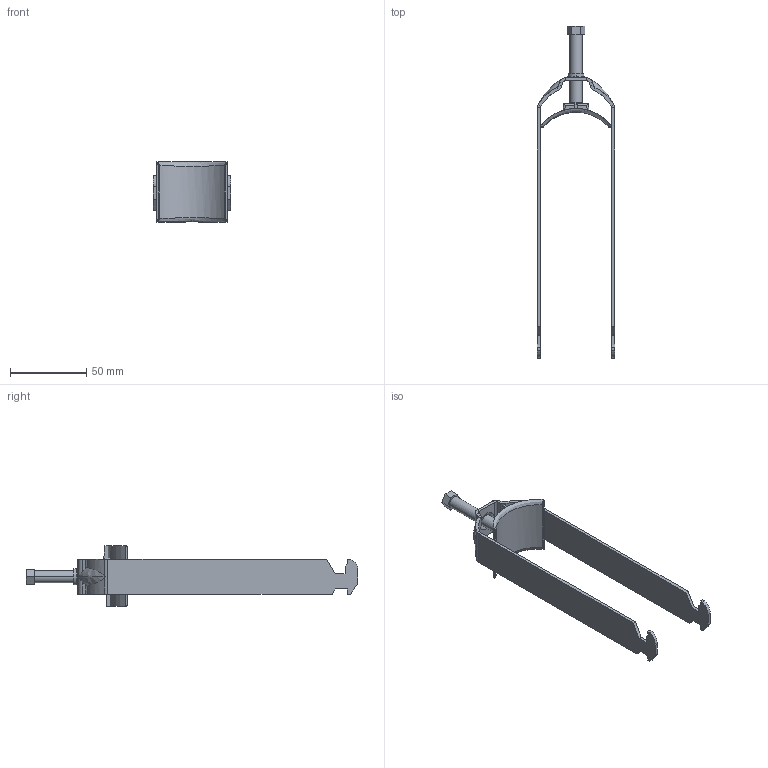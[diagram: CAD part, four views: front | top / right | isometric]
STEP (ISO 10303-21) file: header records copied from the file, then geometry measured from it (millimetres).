
FILE_DESCRIPTION (( 'STEP AP214' ), '1' );
FILE_NAME ('1162462.stp', '2017-05-02T09:21:24', ( '' ), ( '' ), 'SwSTEP 2.0', 'SolidWorks 2016', '' );
FILE_SCHEMA (( 'AUTOMOTIVE_DESIGN' ));
Length unit declared in the file: millimetre
Products named in the file (5): EB104-08-02_Standard; EB104-00-04_Standard; EB104-00-03_Druckschraube - M8 x 45; EB104-08-01_3 fach; 1162462
Assembly tree (4 placements, depth 2):
  1162462
    EB104-08-01_3 fach
    EB104-00-03_Druckschraube - M8 x 45
    EB104-00-04_Standard
    EB104-08-02_Standard
Bounding box: 51 x 218 x 40 mm (x, y, z)
Volume: 25608.2 mm3; surface area: 26795.2 mm2
Topology: 4 solids, 4 shells, 248 faces, 618 edges, 383 vertices
Faces by surface type: plane 168, cylinder 52, torus 14, cone 8, bspline 6
Entity records: 8232 total; most frequent: CARTESIAN_POINT 2261, ORIENTED_EDGE 1232, DIRECTION 1150, EDGE_CURVE 616, VECTOR 418, LINE 418, VERTEX_POINT 383, AXIS2_PLACEMENT_3D 366
